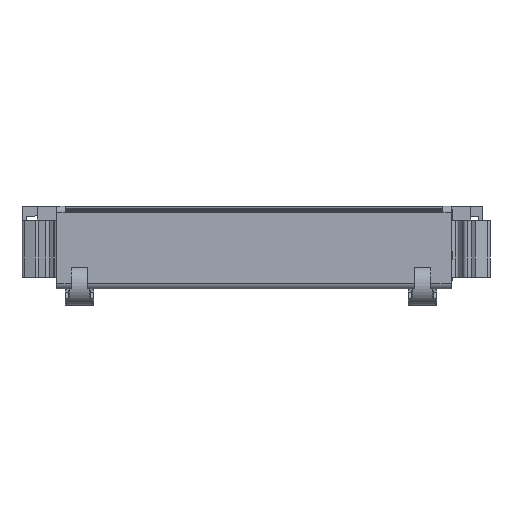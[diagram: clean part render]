
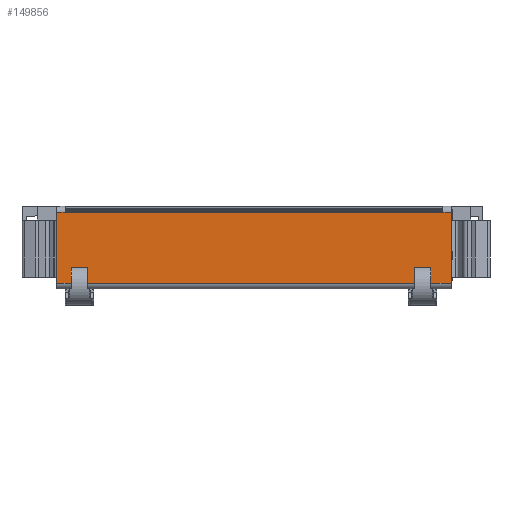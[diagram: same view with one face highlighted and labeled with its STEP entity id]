
A CAD part, left-side view. The second image highlights one B-rep face of the part: STEP entity #149856.
In plain terms, the highlighted planar face has unit normal (-1, 0, 0).
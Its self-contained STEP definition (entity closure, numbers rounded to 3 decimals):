
#11853=LINE('',#228406,#23559);
#12049=LINE('',#228875,#23755);
#12050=LINE('',#228881,#23756);
#12051=LINE('',#228885,#23757);
#12052=LINE('',#228889,#23758);
#12054=LINE('',#228893,#23760);
#12056=LINE('',#228897,#23762);
#12057=LINE('',#228901,#23763);
#12058=LINE('',#228905,#23764);
#12075=LINE('',#228943,#23781);
#12085=LINE('',#228967,#23791);
#12086=LINE('',#228969,#23792);
#12087=LINE('',#228971,#23793);
#12088=LINE('',#228973,#23794);
#12089=LINE('',#228974,#23795);
#12090=LINE('',#228975,#23796);
#23559=VECTOR('',#176672,1000.);
#23755=VECTOR('',#177100,1000.);
#23756=VECTOR('',#177107,1000.);
#23757=VECTOR('',#177112,1000.);
#23758=VECTOR('',#177117,1000.);
#23760=VECTOR('',#177121,1000.);
#23762=VECTOR('',#177125,1000.);
#23763=VECTOR('',#177130,1000.);
#23764=VECTOR('',#177135,1000.);
#23781=VECTOR('',#177184,1000.);
#23791=VECTOR('',#177204,1000.);
#23792=VECTOR('',#177205,1000.);
#23793=VECTOR('',#177206,1000.);
#23794=VECTOR('',#177207,1000.);
#23795=VECTOR('',#177208,1000.);
#23796=VECTOR('',#177209,1000.);
#48840=ORIENTED_EDGE('',*,*,#70465,.T.);
#48841=ORIENTED_EDGE('',*,*,#70226,.T.);
#48842=ORIENTED_EDGE('',*,*,#70499,.F.);
#48843=ORIENTED_EDGE('',*,*,#70511,.F.);
#48844=ORIENTED_EDGE('',*,*,#70512,.T.);
#48845=ORIENTED_EDGE('',*,*,#70513,.T.);
#48846=ORIENTED_EDGE('',*,*,#70514,.F.);
#48847=ORIENTED_EDGE('',*,*,#70480,.F.);
#48848=ORIENTED_EDGE('',*,*,#70515,.F.);
#48849=ORIENTED_EDGE('',*,*,#70478,.T.);
#48850=ORIENTED_EDGE('',*,*,#70476,.T.);
#48851=ORIENTED_EDGE('',*,*,#70474,.F.);
#48852=ORIENTED_EDGE('',*,*,#70472,.F.);
#48853=ORIENTED_EDGE('',*,*,#70470,.F.);
#48854=ORIENTED_EDGE('',*,*,#70516,.T.);
#48855=ORIENTED_EDGE('',*,*,#70468,.F.);
#70226=EDGE_CURVE('',#82740,#82741,#11853,.T.);
#70465=EDGE_CURVE('',#82853,#82740,#12049,.T.);
#70468=EDGE_CURVE('',#82853,#82854,#12050,.T.);
#70470=EDGE_CURVE('',#82855,#82856,#12051,.T.);
#70472=EDGE_CURVE('',#82856,#82857,#12052,.T.);
#70474=EDGE_CURVE('',#82857,#82858,#12054,.T.);
#70476=EDGE_CURVE('',#82859,#82858,#12056,.T.);
#70478=EDGE_CURVE('',#82860,#82859,#12057,.T.);
#70480=EDGE_CURVE('',#82861,#82862,#12058,.T.);
#70499=EDGE_CURVE('',#82866,#82741,#12075,.T.);
#70511=EDGE_CURVE('',#82875,#82866,#12085,.T.);
#70512=EDGE_CURVE('',#82875,#82876,#12086,.T.);
#70513=EDGE_CURVE('',#82876,#82877,#12087,.T.);
#70514=EDGE_CURVE('',#82862,#82877,#12088,.T.);
#70515=EDGE_CURVE('',#82860,#82861,#12089,.T.);
#70516=EDGE_CURVE('',#82855,#82854,#12090,.T.);
#82740=VERTEX_POINT('',#228407);
#82741=VERTEX_POINT('',#228408);
#82853=VERTEX_POINT('',#228876);
#82854=VERTEX_POINT('',#228880);
#82855=VERTEX_POINT('',#228884);
#82856=VERTEX_POINT('',#228886);
#82857=VERTEX_POINT('',#228890);
#82858=VERTEX_POINT('',#228894);
#82859=VERTEX_POINT('',#228898);
#82860=VERTEX_POINT('',#228902);
#82861=VERTEX_POINT('',#228906);
#82862=VERTEX_POINT('',#228907);
#82866=VERTEX_POINT('',#228944);
#82875=VERTEX_POINT('',#228968);
#82876=VERTEX_POINT('',#228970);
#82877=VERTEX_POINT('',#228972);
#92669=EDGE_LOOP('',(#48840,#48841,#48842,#48843,#48844,#48845,#48846,#48847,
#48848,#48849,#48850,#48851,#48852,#48853,#48854,#48855));
#99146=FACE_BOUND('',#92669,.T.);
#103841=PLANE('',#157000);
#149856=ADVANCED_FACE('',(#99146),#103841,.T.);
#157000=AXIS2_PLACEMENT_3D('',#228966,#177202,#177203);
#176672=DIRECTION('',(0.,-1.,0.));
#177100=DIRECTION('',(0.,0.,1.));
#177107=DIRECTION('',(0.,1.,0.));
#177112=DIRECTION('',(0.,-1.,0.));
#177117=DIRECTION('',(0.,0.,-1.));
#177121=DIRECTION('',(0.,-1.,0.));
#177125=DIRECTION('',(0.,0.,-1.));
#177130=DIRECTION('',(0.,1.,0.));
#177135=DIRECTION('',(0.,1.,0.));
#177184=DIRECTION('',(0.,0.,1.));
#177202=DIRECTION('',(-1.,0.,0.));
#177203=DIRECTION('',(0.,0.,1.));
#177204=DIRECTION('',(0.,1.,0.));
#177205=DIRECTION('',(0.,0.,1.));
#177206=DIRECTION('',(0.,-1.,0.));
#177207=DIRECTION('',(0.,0.,1.));
#177208=DIRECTION('',(0.,0.,-1.));
#177209=DIRECTION('',(0.,0.,-1.));
#228406=CARTESIAN_POINT('',(-13.075,50.61,-10.671));
#228407=CARTESIAN_POINT('',(-13.075,49.51,-10.671));
#228408=CARTESIAN_POINT('',(-13.075,46.71,-10.671));
#228875=CARTESIAN_POINT('',(-13.075,49.51,-14.45));
#228876=CARTESIAN_POINT('',(-13.075,49.51,-13.45));
#228880=CARTESIAN_POINT('',(-13.075,52.1,-13.45));
#228881=CARTESIAN_POINT('',(-13.075,45.52,-13.45));
#228884=CARTESIAN_POINT('',(-13.075,52.1,-1.));
#228885=CARTESIAN_POINT('',(-13.075,52.1,-1.));
#228886=CARTESIAN_POINT('',(-13.075,50.6,-1.));
#228889=CARTESIAN_POINT('',(-13.075,50.6,-13.45));
#228890=CARTESIAN_POINT('',(-13.075,50.6,-1.086));
#228893=CARTESIAN_POINT('',(-13.075,50.756,-1.086));
#228894=CARTESIAN_POINT('',(-13.075,-15.44,-1.086));
#228897=CARTESIAN_POINT('',(-13.075,-15.44,-1.));
#228898=CARTESIAN_POINT('',(-13.075,-15.44,-1.));
#228901=CARTESIAN_POINT('',(-13.075,-16.94,-1.));
#228902=CARTESIAN_POINT('',(-13.075,-16.94,-1.));
#228905=CARTESIAN_POINT('',(-13.075,20.12,-13.45));
#228906=CARTESIAN_POINT('',(-13.075,-16.94,-13.45));
#228907=CARTESIAN_POINT('',(-13.075,-13.294,-13.45));
#228943=CARTESIAN_POINT('',(-13.075,46.71,-14.45));
#228944=CARTESIAN_POINT('',(-13.075,46.71,-13.45));
#228966=CARTESIAN_POINT('',(-13.075,50.6,0.));
#228967=CARTESIAN_POINT('',(-13.075,20.12,-13.45));
#228968=CARTESIAN_POINT('',(-13.075,-10.494,-13.45));
#228969=CARTESIAN_POINT('',(-13.075,-10.494,-14.45));
#228970=CARTESIAN_POINT('',(-13.075,-10.494,-10.671));
#228971=CARTESIAN_POINT('',(-13.075,-9.394,-10.671));
#228972=CARTESIAN_POINT('',(-13.075,-13.294,-10.671));
#228973=CARTESIAN_POINT('',(-13.075,-13.294,-14.45));
#228974=CARTESIAN_POINT('',(-13.075,-16.94,-1.));
#228975=CARTESIAN_POINT('',(-13.075,52.1,-1.));
